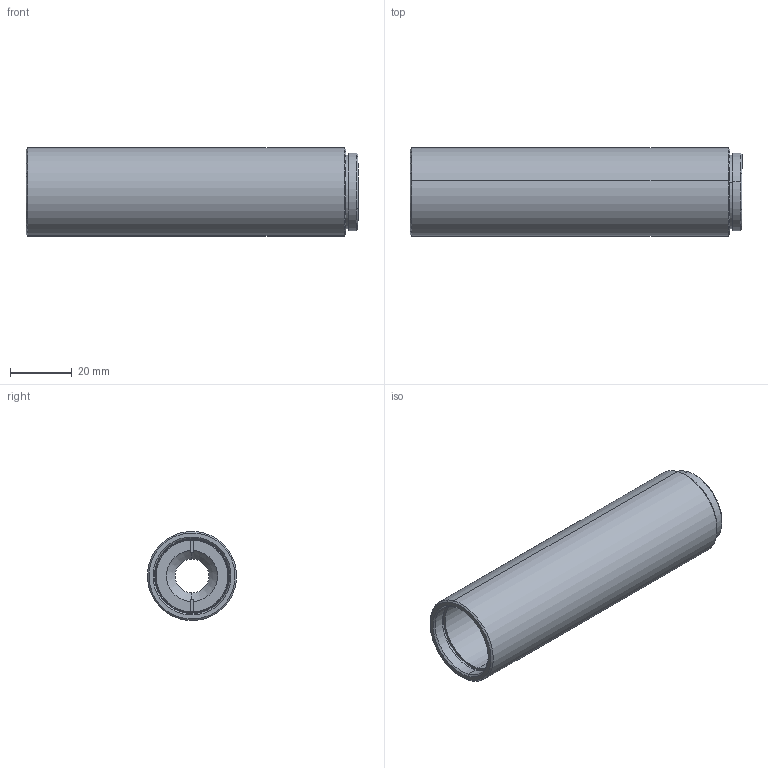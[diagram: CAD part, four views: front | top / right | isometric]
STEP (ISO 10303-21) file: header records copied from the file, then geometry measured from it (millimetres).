
FILE_DESCRIPTION (( 'STEP AP203' ), '1' );
FILE_NAME ('Web Model 36291_Default.step', '2018-07-24T18:05:16', ( '' ), ( '' ), 'SwSTEP 2.0', 'SolidWorks 2016', '' );
FILE_SCHEMA (( 'CONFIG_CONTROL_DESIGN' ));
Length unit declared in the file: millimetre
Products named in the file (1): Web Model 36291_Default
Bounding box: 107.86 x 28.9 x 28.9 mm (x, y, z)
Volume: 32910 mm3; surface area: 30673 mm2
Topology: 7 solids, 7 shells, 178 faces, 380 edges, 231 vertices
Faces by surface type: cone 69, cylinder 64, plane 45
Entity records: 4924 total; most frequent: DIRECTION 937, CARTESIAN_POINT 826, ORIENTED_EDGE 760, AXIS2_PLACEMENT_3D 390, EDGE_CURVE 380, VERTEX_POINT 231, CIRCLE 211, EDGE_LOOP 207
